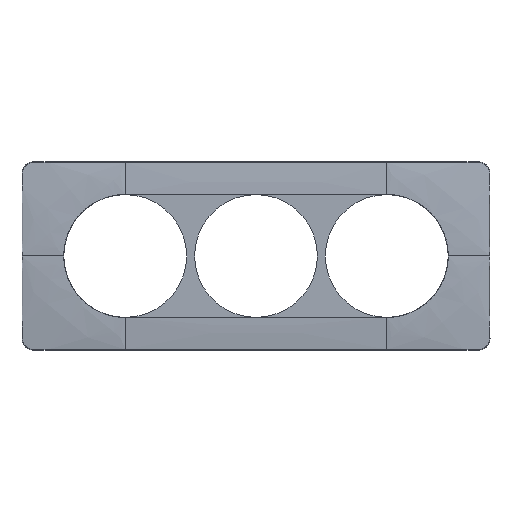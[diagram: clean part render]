
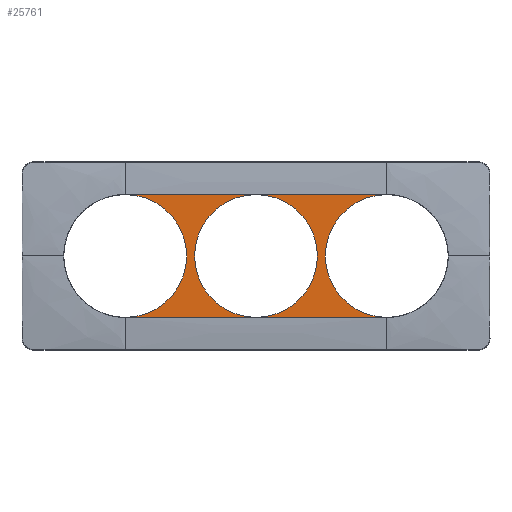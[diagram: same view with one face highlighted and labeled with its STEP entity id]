
A CAD part, top view. The second image highlights one B-rep face of the part: STEP entity #25761.
In plain terms, the highlighted planar face has unit normal (0, 0, -1).
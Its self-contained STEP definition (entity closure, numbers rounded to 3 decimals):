
#25390=AXIS2_PLACEMENT_3D('Circle Axis2P3D',#25388,#25389,$) ;
#25397=AXIS2_PLACEMENT_3D('Circle Axis2P3D',#25395,#25396,$) ;
#25424=AXIS2_PLACEMENT_3D('Circle Axis2P3D',#25422,#25423,$) ;
#25431=AXIS2_PLACEMENT_3D('Circle Axis2P3D',#25429,#25430,$) ;
#25640=AXIS2_PLACEMENT_3D('Circle Axis2P3D',#25638,#25639,$) ;
#25668=AXIS2_PLACEMENT_3D('Circle Axis2P3D',#25666,#25667,$) ;
#25695=AXIS2_PLACEMENT_3D('Plane Axis2P3D',#25692,#25693,#25694) ;
#25733=AXIS2_PLACEMENT_3D('Circle Axis2P3D',#25731,#25732,$) ;
#25740=AXIS2_PLACEMENT_3D('Circle Axis2P3D',#25738,#25739,$) ;
#20457=CARTESIAN_POINT('Vertex',(0.,-26.8,8.7)) ;
#21707=CARTESIAN_POINT('Vertex',(114.,26.8,8.7)) ;
#22937=CARTESIAN_POINT('Vertex',(0.,26.8,8.7)) ;
#24221=CARTESIAN_POINT('Vertex',(114.,-26.8,8.7)) ;
#25383=CARTESIAN_POINT('Vertex',(30.225,0.,8.7)) ;
#25388=CARTESIAN_POINT('Axis2P3D Location',(57.,0.,8.7)) ;
#25392=CARTESIAN_POINT('Vertex',(57.,26.775,8.7)) ;
#25395=CARTESIAN_POINT('Axis2P3D Location',(57.,0.,8.7)) ;
#25399=CARTESIAN_POINT('Vertex',(83.775,0.,8.7)) ;
#25422=CARTESIAN_POINT('Axis2P3D Location',(57.,0.,8.7)) ;
#25426=CARTESIAN_POINT('Vertex',(57.,-26.775,8.7)) ;
#25429=CARTESIAN_POINT('Axis2P3D Location',(57.,0.,8.7)) ;
#25635=CARTESIAN_POINT('Vertex',(0.,26.775,8.7)) ;
#25638=CARTESIAN_POINT('Axis2P3D Location',(0.,0.,8.7)) ;
#25642=CARTESIAN_POINT('Vertex',(26.775,0.,8.7)) ;
#25666=CARTESIAN_POINT('Axis2P3D Location',(0.,0.,8.7)) ;
#25670=CARTESIAN_POINT('Vertex',(0.,-26.775,8.7)) ;
#25692=CARTESIAN_POINT('Axis2P3D Location',(114.,26.8,8.7)) ;
#25697=CARTESIAN_POINT('Line Origine',(114.,-26.788,8.7)) ;
#25701=CARTESIAN_POINT('Vertex',(114.,-26.775,8.7)) ;
#25704=CARTESIAN_POINT('Line Origine',(57.,-26.8,8.7)) ;
#25709=CARTESIAN_POINT('Line Origine',(0.,-26.788,8.7)) ;
#25714=CARTESIAN_POINT('Line Origine',(0.,26.788,8.7)) ;
#25719=CARTESIAN_POINT('Line Origine',(57.,26.8,8.7)) ;
#25724=CARTESIAN_POINT('Line Origine',(114.,26.788,8.7)) ;
#25728=CARTESIAN_POINT('Vertex',(114.,26.775,8.7)) ;
#25731=CARTESIAN_POINT('Axis2P3D Location',(114.,0.,8.7)) ;
#25735=CARTESIAN_POINT('Vertex',(87.225,0.,8.7)) ;
#25738=CARTESIAN_POINT('Axis2P3D Location',(114.,0.,8.7)) ;
#25389=DIRECTION('Axis2P3D Direction',(0.,0.,1.)) ;
#25396=DIRECTION('Axis2P3D Direction',(0.,0.,1.)) ;
#25423=DIRECTION('Axis2P3D Direction',(0.,0.,1.)) ;
#25430=DIRECTION('Axis2P3D Direction',(0.,0.,1.)) ;
#25639=DIRECTION('Axis2P3D Direction',(0.,0.,1.)) ;
#25667=DIRECTION('Axis2P3D Direction',(0.,0.,1.)) ;
#25693=DIRECTION('Axis2P3D Direction',(-0.,-0.,-1.)) ;
#25694=DIRECTION('Axis2P3D XDirection',(0.,-1.,0.)) ;
#25698=DIRECTION('Vector Direction',(0.,-1.,0.)) ;
#25705=DIRECTION('Vector Direction',(-1.,0.,0.)) ;
#25710=DIRECTION('Vector Direction',(0.,-1.,0.)) ;
#25715=DIRECTION('Vector Direction',(0.,-1.,0.)) ;
#25720=DIRECTION('Vector Direction',(-1.,0.,0.)) ;
#25725=DIRECTION('Vector Direction',(0.,-1.,0.)) ;
#25732=DIRECTION('Axis2P3D Direction',(-0.,-0.,-1.)) ;
#25739=DIRECTION('Axis2P3D Direction',(-0.,-0.,-1.)) ;
#25699=VECTOR('Line Direction',#25698,1.) ;
#25706=VECTOR('Line Direction',#25705,1.) ;
#25711=VECTOR('Line Direction',#25710,1.) ;
#25716=VECTOR('Line Direction',#25715,1.) ;
#25721=VECTOR('Line Direction',#25720,1.) ;
#25726=VECTOR('Line Direction',#25725,1.) ;
#25744=ORIENTED_EDGE('',*,*,#25703,.T.) ;
#25745=ORIENTED_EDGE('',*,*,#25708,.T.) ;
#25746=ORIENTED_EDGE('',*,*,#25713,.F.) ;
#25747=ORIENTED_EDGE('',*,*,#25672,.T.) ;
#25748=ORIENTED_EDGE('',*,*,#25644,.T.) ;
#25749=ORIENTED_EDGE('',*,*,#25718,.F.) ;
#25750=ORIENTED_EDGE('',*,*,#25723,.F.) ;
#25751=ORIENTED_EDGE('',*,*,#25730,.T.) ;
#25752=ORIENTED_EDGE('',*,*,#25737,.T.) ;
#25753=ORIENTED_EDGE('',*,*,#25742,.T.) ;
#25756=ORIENTED_EDGE('',*,*,#25433,.T.) ;
#25757=ORIENTED_EDGE('',*,*,#25428,.T.) ;
#25758=ORIENTED_EDGE('',*,*,#25401,.T.) ;
#25759=ORIENTED_EDGE('',*,*,#25394,.T.) ;
#25760=FACE_BOUND('',#25755,.T.) ;
#25761=ADVANCED_FACE('Extraction.160',(#25754,#25760),#25696,.T.) ;
#25391=CIRCLE('generated circle',#25390,26.775) ;
#25398=CIRCLE('generated circle',#25397,26.775) ;
#25425=CIRCLE('generated circle',#25424,26.775) ;
#25432=CIRCLE('generated circle',#25431,26.775) ;
#25641=CIRCLE('generated circle',#25640,26.775) ;
#25669=CIRCLE('generated circle',#25668,26.775) ;
#25734=CIRCLE('generated circle',#25733,26.775) ;
#25741=CIRCLE('generated circle',#25740,26.775) ;
#25394=EDGE_CURVE('',#25393,#25384,#25391,.T.) ;
#25401=EDGE_CURVE('',#25400,#25393,#25398,.T.) ;
#25428=EDGE_CURVE('',#25427,#25400,#25425,.T.) ;
#25433=EDGE_CURVE('',#25384,#25427,#25432,.T.) ;
#25644=EDGE_CURVE('',#25643,#25636,#25641,.T.) ;
#25672=EDGE_CURVE('',#25671,#25643,#25669,.T.) ;
#25703=EDGE_CURVE('',#25702,#24222,#25700,.T.) ;
#25708=EDGE_CURVE('',#24222,#20458,#25707,.T.) ;
#25713=EDGE_CURVE('',#25671,#20458,#25712,.T.) ;
#25718=EDGE_CURVE('',#22938,#25636,#25717,.T.) ;
#25723=EDGE_CURVE('',#21708,#22938,#25722,.T.) ;
#25730=EDGE_CURVE('',#21708,#25729,#25727,.T.) ;
#25737=EDGE_CURVE('',#25729,#25736,#25734,.F.) ;
#25742=EDGE_CURVE('',#25736,#25702,#25741,.F.) ;
#25743=EDGE_LOOP('',(#25744,#25745,#25746,#25747,#25748,#25749,#25750,#25751,#25752,#25753)) ;
#25755=EDGE_LOOP('',(#25756,#25757,#25758,#25759)) ;
#25754=FACE_OUTER_BOUND('',#25743,.T.) ;
#25700=LINE('Line',#25697,#25699) ;
#25707=LINE('Line',#25704,#25706) ;
#25712=LINE('Line',#25709,#25711) ;
#25717=LINE('Line',#25714,#25716) ;
#25722=LINE('Line',#25719,#25721) ;
#25727=LINE('Line',#25724,#25726) ;
#25696=PLANE('',#25695) ;
#20458=VERTEX_POINT('',#20457) ;
#21708=VERTEX_POINT('',#21707) ;
#22938=VERTEX_POINT('',#22937) ;
#24222=VERTEX_POINT('',#24221) ;
#25384=VERTEX_POINT('',#25383) ;
#25393=VERTEX_POINT('',#25392) ;
#25400=VERTEX_POINT('',#25399) ;
#25427=VERTEX_POINT('',#25426) ;
#25636=VERTEX_POINT('',#25635) ;
#25643=VERTEX_POINT('',#25642) ;
#25671=VERTEX_POINT('',#25670) ;
#25702=VERTEX_POINT('',#25701) ;
#25729=VERTEX_POINT('',#25728) ;
#25736=VERTEX_POINT('',#25735) ;
